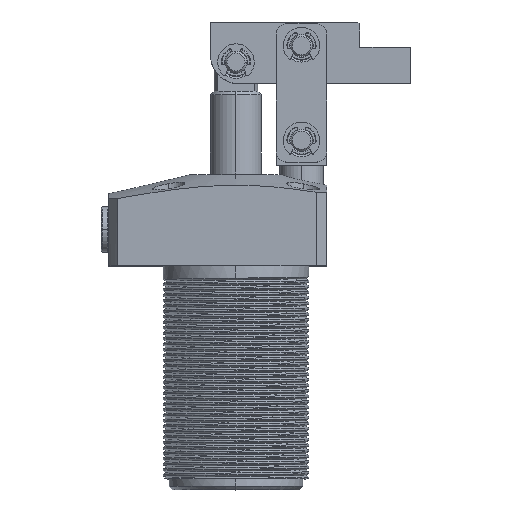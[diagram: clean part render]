
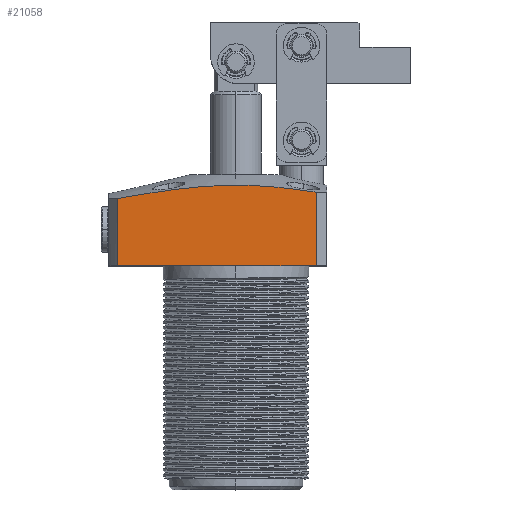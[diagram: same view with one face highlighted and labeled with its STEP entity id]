
A CAD part, top view. The second image highlights one B-rep face of the part: STEP entity #21058.
In plain terms, the highlighted planar face has unit normal (0, 0, 1).
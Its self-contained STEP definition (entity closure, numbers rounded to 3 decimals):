
#617 = CARTESIAN_POINT ( 'NONE',  ( -27.496, 0., 25. ) ) ;
#2184 = CARTESIAN_POINT ( 'NONE',  ( 8.593, 22.096, 25. ) ) ;
#4534 = CARTESIAN_POINT ( 'NONE',  ( -0.571, 22.039, 25. ) ) ;
#5740 = B_SPLINE_CURVE_WITH_KNOTS ( 'NONE', 3,
 ( #57578, #58116, #52209, #62900, #31048, #68221, #36372, #4534, #41746, #9883 ),
 .UNSPECIFIED., .F., .F.,
 ( 4, 2, 2, 2, 4 ),
 ( -0.033, -0.025, -0.016, -0.008, 0. ),
 .UNSPECIFIED. ) ;
#6745 = VECTOR ( 'NONE', #48450, 1000. ) ;
#7547 = CARTESIAN_POINT ( 'NONE',  ( 14.136, 21.774, 25. ) ) ;
#9695 = CARTESIAN_POINT ( 'NONE',  ( 27., 20.21, 25. ) ) ;
#9883 = CARTESIAN_POINT ( 'NONE',  ( 4.883, 22.145, 25. ) ) ;
#10376 = ORIENTED_EDGE ( 'NONE', *, *, #33617, .T. ) ;
#12886 = CARTESIAN_POINT ( 'NONE',  ( 23.335, 20.771, 25. ) ) ;
#12926 = PLANE ( 'NONE',  #35275 ) ;
#16561 = CARTESIAN_POINT ( 'NONE',  ( -30., 0., 25. ) ) ;
#17209 = FACE_OUTER_BOUND ( 'NONE', #57354, .T. ) ;
#20638 = EDGE_CURVE ( 'NONE', #41981, #26619, #64646, .T. ) ;
#20691 = ORIENTED_EDGE ( 'NONE', *, *, #20638, .T. ) ;
#21058 = ADVANCED_FACE ( 'NONE', ( #17209 ), #12926, .T. ) ;
#21461 = ORIENTED_EDGE ( 'NONE', *, *, #62380, .T. ) ;
#21776 = DIRECTION ( 'NONE',  ( 0., -1., 0. ) ) ;
#26619 = VERTEX_POINT ( 'NONE', #59958 ) ;
#31048 = CARTESIAN_POINT ( 'NONE',  ( -14.083, 20.691, 25. ) ) ;
#32417 = DIRECTION ( 'NONE',  ( 1., 0., 0. ) ) ;
#33617 = EDGE_CURVE ( 'NONE', #52456, #60571, #51002, .T. ) ;
#34928 = CARTESIAN_POINT ( 'NONE',  ( 27., -8., 25. ) ) ;
#35275 = AXIS2_PLACEMENT_3D ( 'NONE', #53576, #64260, #32417 ) ;
#36372 = CARTESIAN_POINT ( 'NONE',  ( -5.993, 21.65, 25. ) ) ;
#36857 = VECTOR ( 'NONE', #67014, 1000. ) ;
#37191 = B_SPLINE_CURVE_WITH_KNOTS ( 'NONE', 3,
 ( #58564, #49248, #2184, #39393, #7547, #44762, #12886, #50088 ),
 .UNSPECIFIED., .F., .F.,
 ( 4, 2, 2, 4 ),
 ( 0., 0.006, 0.011, 0.022 ),
 .UNSPECIFIED. ) ;
#39385 = CARTESIAN_POINT ( 'NONE',  ( 4.883, 22.145, 25. ) ) ;
#39393 = CARTESIAN_POINT ( 'NONE',  ( 12.291, 21.911, 25. ) ) ;
#40206 = EDGE_CURVE ( 'NONE', #41981, #54338, #5740, .T. ) ;
#41746 = CARTESIAN_POINT ( 'NONE',  ( 2.15, 22.145, 25. ) ) ;
#41981 = VERTEX_POINT ( 'NONE', #68421 ) ;
#44207 = ORIENTED_EDGE ( 'NONE', *, *, #40206, .F. ) ;
#44762 = CARTESIAN_POINT ( 'NONE',  ( 19.663, 21.257, 25. ) ) ;
#46359 = ORIENTED_EDGE ( 'NONE', *, *, #66973, .F. ) ;
#48450 = DIRECTION ( 'NONE',  ( 1., 0., 0. ) ) ;
#49248 = CARTESIAN_POINT ( 'NONE',  ( 6.74, 22.145, 25. ) ) ;
#50088 = CARTESIAN_POINT ( 'NONE',  ( 27., 20.21, 25. ) ) ;
#51002 = LINE ( 'NONE', #34928, #36857 ) ;
#52132 = VECTOR ( 'NONE', #21776, 1000. ) ;
#52209 = CARTESIAN_POINT ( 'NONE',  ( -22.139, 19.429, 25. ) ) ;
#52456 = VERTEX_POINT ( 'NONE', #53854 ) ;
#53576 = CARTESIAN_POINT ( 'NONE',  ( -30., 0., 25. ) ) ;
#53854 = CARTESIAN_POINT ( 'NONE',  ( 27., 0., 25. ) ) ;
#54338 = VERTEX_POINT ( 'NONE', #39385 ) ;
#57354 = EDGE_LOOP ( 'NONE', ( #44207, #20691, #21461, #10376, #46359 ) ) ;
#57578 = CARTESIAN_POINT ( 'NONE',  ( -27.496, 18.472, 25. ) ) ;
#58116 = CARTESIAN_POINT ( 'NONE',  ( -24.819, 18.962, 25. ) ) ;
#58564 = CARTESIAN_POINT ( 'NONE',  ( 4.883, 22.145, 25. ) ) ;
#59958 = CARTESIAN_POINT ( 'NONE',  ( -27.496, 0., 25. ) ) ;
#60571 = VERTEX_POINT ( 'NONE', #9695 ) ;
#61598 = LINE ( 'NONE', #16561, #6745 ) ;
#62380 = EDGE_CURVE ( 'NONE', #26619, #52456, #61598, .T. ) ;
#62900 = CARTESIAN_POINT ( 'NONE',  ( -16.771, 20.294, 25. ) ) ;
#64260 = DIRECTION ( 'NONE',  ( 0., 0., 1. ) ) ;
#64646 = LINE ( 'NONE', #617, #52132 ) ;
#66973 = EDGE_CURVE ( 'NONE', #54338, #60571, #37191, .T. ) ;
#67014 = DIRECTION ( 'NONE',  ( 0., 1., 0. ) ) ;
#68221 = CARTESIAN_POINT ( 'NONE',  ( -8.694, 21.369, 25. ) ) ;
#68421 = CARTESIAN_POINT ( 'NONE',  ( -27.496, 18.472, 25. ) ) ;
